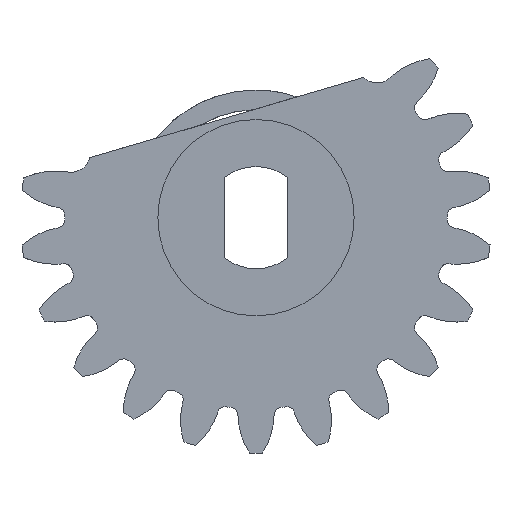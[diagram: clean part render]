
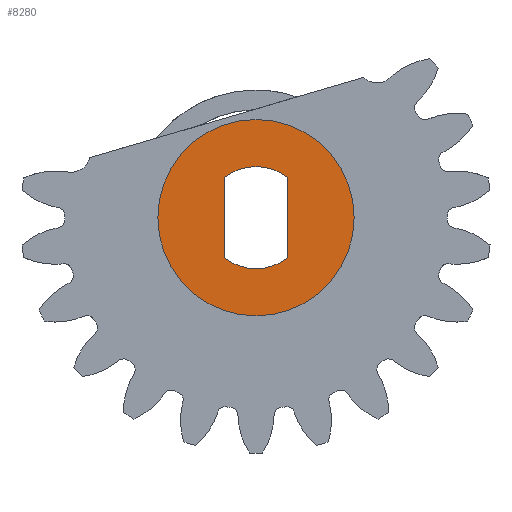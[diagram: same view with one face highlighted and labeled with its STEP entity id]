
A CAD part, left-side view. The second image highlights one B-rep face of the part: STEP entity #8280.
In plain terms, the highlighted planar face has unit normal (1, 0, 0).
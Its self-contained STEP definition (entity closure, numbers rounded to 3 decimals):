
#71 = DIRECTION ( 'NONE',  ( 0., 0., 1. ) ) ;
#140 = FACE_OUTER_BOUND ( 'NONE', #8583, .T. ) ;
#324 = DIRECTION ( 'NONE',  ( 0., 0., 1. ) ) ;
#337 = CARTESIAN_POINT ( 'NONE',  ( -3., 1.6, 0. ) ) ;
#956 = DIRECTION ( 'NONE',  ( 0., 0., 1. ) ) ;
#996 = DIRECTION ( 'NONE',  ( 1., 0., 0. ) ) ;
#1033 = DIRECTION ( 'NONE',  ( 1., 0., 0. ) ) ;
#1076 = DIRECTION ( 'NONE',  ( 1., 0., 0. ) ) ;
#1422 = AXIS2_PLACEMENT_3D ( 'NONE', #7181, #3196, #956 ) ;
#1430 = EDGE_CURVE ( 'NONE', #4698, #8966, #9179, .T. ) ;
#1626 = FACE_BOUND ( 'NONE', #5883, .T. ) ;
#1773 = CARTESIAN_POINT ( 'NONE',  ( -3., 0., 5. ) ) ;
#2099 = CARTESIAN_POINT ( 'NONE',  ( -3., 1.6, 2.049 ) ) ;
#2133 = ORIENTED_EDGE ( 'NONE', *, *, #6949, .F. ) ;
#2274 = AXIS2_PLACEMENT_3D ( 'NONE', #8010, #996, #2585 ) ;
#2279 = PLANE ( 'NONE',  #1422 ) ;
#2356 = DIRECTION ( 'NONE',  ( 0., 0., -1. ) ) ;
#2433 = CARTESIAN_POINT ( 'NONE',  ( -3., 0., 0. ) ) ;
#2443 = ORIENTED_EDGE ( 'NONE', *, *, #3363, .F. ) ;
#2585 = DIRECTION ( 'NONE',  ( 0., 0., 1. ) ) ;
#2600 = AXIS2_PLACEMENT_3D ( 'NONE', #4217, #1076, #4973 ) ;
#2638 = ORIENTED_EDGE ( 'NONE', *, *, #1430, .F. ) ;
#2818 = EDGE_CURVE ( 'NONE', #9329, #4698, #5063, .T. ) ;
#2852 = AXIS2_PLACEMENT_3D ( 'NONE', #2433, #4817, #71 ) ;
#2919 = DIRECTION ( 'NONE',  ( 0., 0., 1. ) ) ;
#3196 = DIRECTION ( 'NONE',  ( -1., 0., 0. ) ) ;
#3329 = LINE ( 'NONE', #5407, #7219 ) ;
#3363 = EDGE_CURVE ( 'NONE', #8966, #4425, #7247, .T. ) ;
#3405 = CARTESIAN_POINT ( 'NONE',  ( -3., -1.6, -2.049 ) ) ;
#3810 = CARTESIAN_POINT ( 'NONE',  ( -3., 0., 2.6 ) ) ;
#4217 = CARTESIAN_POINT ( 'NONE',  ( -3., 0., 0. ) ) ;
#4316 = DIRECTION ( 'NONE',  ( 0., 0., 1. ) ) ;
#4350 = CARTESIAN_POINT ( 'NONE',  ( -3., 0., -5. ) ) ;
#4403 = DIRECTION ( 'NONE',  ( 1., 0., 0. ) ) ;
#4425 = VERTEX_POINT ( 'NONE', #3810 ) ;
#4543 = ORIENTED_EDGE ( 'NONE', *, *, #2818, .F. ) ;
#4698 = VERTEX_POINT ( 'NONE', #4941 ) ;
#4817 = DIRECTION ( 'NONE',  ( 1., 0., 0. ) ) ;
#4941 = CARTESIAN_POINT ( 'NONE',  ( -3., 1.6, -2.049 ) ) ;
#4973 = DIRECTION ( 'NONE',  ( 0., 0., 1. ) ) ;
#4981 = ORIENTED_EDGE ( 'NONE', *, *, #8425, .T. ) ;
#5063 = CIRCLE ( 'NONE', #2600, 2.6 ) ;
#5117 = VECTOR ( 'NONE', #4316, 1000. ) ;
#5217 = ORIENTED_EDGE ( 'NONE', *, *, #8493, .F. ) ;
#5382 = VERTEX_POINT ( 'NONE', #4350 ) ;
#5407 = CARTESIAN_POINT ( 'NONE',  ( -3., -1.6, 0. ) ) ;
#5883 = EDGE_LOOP ( 'NONE', ( #2443, #2638, #4543, #2133, #5217 ) ) ;
#6310 = CIRCLE ( 'NONE', #9098, 5. ) ;
#6448 = CARTESIAN_POINT ( 'NONE',  ( -3., 0., 0. ) ) ;
#6472 = ORIENTED_EDGE ( 'NONE', *, *, #8898, .T. ) ;
#6473 = CIRCLE ( 'NONE', #8752, 2.6 ) ;
#6949 = EDGE_CURVE ( 'NONE', #7698, #9329, #3329, .T. ) ;
#7181 = CARTESIAN_POINT ( 'NONE',  ( -3., 0., 0. ) ) ;
#7219 = VECTOR ( 'NONE', #2356, 1000. ) ;
#7247 = CIRCLE ( 'NONE', #2852, 2.6 ) ;
#7698 = VERTEX_POINT ( 'NONE', #9767 ) ;
#8010 = CARTESIAN_POINT ( 'NONE',  ( -3., 0., 0. ) ) ;
#8280 = ADVANCED_FACE ( 'NONE', ( #1626, #140 ), #2279, .F. ) ;
#8425 = EDGE_CURVE ( 'NONE', #9737, #5382, #9589, .T. ) ;
#8493 = EDGE_CURVE ( 'NONE', #4425, #7698, #6473, .T. ) ;
#8583 = EDGE_LOOP ( 'NONE', ( #4981, #6472 ) ) ;
#8752 = AXIS2_PLACEMENT_3D ( 'NONE', #6448, #1033, #324 ) ;
#8898 = EDGE_CURVE ( 'NONE', #5382, #9737, #6310, .T. ) ;
#8966 = VERTEX_POINT ( 'NONE', #2099 ) ;
#9098 = AXIS2_PLACEMENT_3D ( 'NONE', #9977, #4403, #2919 ) ;
#9179 = LINE ( 'NONE', #337, #5117 ) ;
#9329 = VERTEX_POINT ( 'NONE', #3405 ) ;
#9589 = CIRCLE ( 'NONE', #2274, 5. ) ;
#9737 = VERTEX_POINT ( 'NONE', #1773 ) ;
#9767 = CARTESIAN_POINT ( 'NONE',  ( -3., -1.6, 2.049 ) ) ;
#9977 = CARTESIAN_POINT ( 'NONE',  ( -3., 0., 0. ) ) ;
